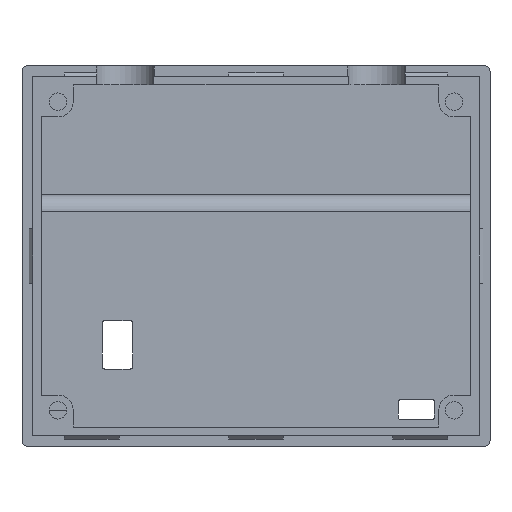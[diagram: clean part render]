
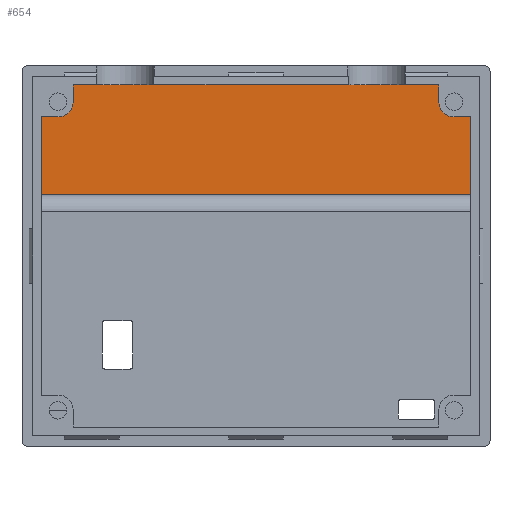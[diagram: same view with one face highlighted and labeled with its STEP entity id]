
A CAD part, front view. The second image highlights one B-rep face of the part: STEP entity #654.
In plain terms, the highlighted planar face has unit normal (0, -1, 0).
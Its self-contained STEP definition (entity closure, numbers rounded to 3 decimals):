
#4 = VECTOR ( 'NONE', #2186, 1000. ) ;
#51 = DIRECTION ( 'NONE',  ( 0., 0., 1. ) ) ;
#71 = VECTOR ( 'NONE', #4216, 1000. ) ;
#159 = ORIENTED_EDGE ( 'NONE', *, *, #1028, .T. ) ;
#219 = EDGE_CURVE ( 'NONE', #735, #742, #265, .T. ) ;
#237 = AXIS2_PLACEMENT_3D ( 'NONE', #2307, #4283, #321 ) ;
#265 = LINE ( 'NONE', #643, #1980 ) ;
#280 = ORIENTED_EDGE ( 'NONE', *, *, #2922, .F. ) ;
#313 = DIRECTION ( 'NONE',  ( 0., 0., 1. ) ) ;
#316 = VECTOR ( 'NONE', #2235, 1000. ) ;
#321 = DIRECTION ( 'NONE',  ( 0., 0., 1. ) ) ;
#342 = ORIENTED_EDGE ( 'NONE', *, *, #2076, .F. ) ;
#343 = DIRECTION ( 'NONE',  ( 0., 0., 1. ) ) ;
#386 = VECTOR ( 'NONE', #1634, 1000. ) ;
#413 = ORIENTED_EDGE ( 'NONE', *, *, #2810, .T. ) ;
#448 = LINE ( 'NONE', #2147, #71 ) ;
#464 = EDGE_CURVE ( 'NONE', #1468, #1150, #568, .T. ) ;
#469 = VERTEX_POINT ( 'NONE', #3863 ) ;
#546 = ORIENTED_EDGE ( 'NONE', *, *, #3376, .F. ) ;
#551 = CARTESIAN_POINT ( 'NONE',  ( -36.2, 16., 25.4 ) ) ;
#568 = LINE ( 'NONE', #551, #4 ) ;
#583 = CARTESIAN_POINT ( 'NONE',  ( 33.4, 16., 28.2 ) ) ;
#611 = CARTESIAN_POINT ( 'NONE',  ( -33.4, 16., 28.2 ) ) ;
#643 = CARTESIAN_POINT ( 'NONE',  ( 33.4, 16., 0. ) ) ;
#654 = ADVANCED_FACE ( 'NONE', ( #2238 ), #2901, .F. ) ;
#735 = VERTEX_POINT ( 'NONE', #583 ) ;
#742 = VERTEX_POINT ( 'NONE', #1934 ) ;
#754 = LINE ( 'NONE', #3118, #3280 ) ;
#871 = VERTEX_POINT ( 'NONE', #611 ) ;
#928 = LINE ( 'NONE', #955, #386 ) ;
#955 = CARTESIAN_POINT ( 'NONE',  ( 39.25, 16., -31.25 ) ) ;
#1028 = EDGE_CURVE ( 'NONE', #3590, #3359, #448, .T. ) ;
#1123 = CARTESIAN_POINT ( 'NONE',  ( -39.25, 16., 25.4 ) ) ;
#1150 = VERTEX_POINT ( 'NONE', #1562 ) ;
#1198 = DIRECTION ( 'NONE',  ( 0., 0., 1. ) ) ;
#1222 = CARTESIAN_POINT ( 'NONE',  ( 80.99, 16., 11.15 ) ) ;
#1257 = ORIENTED_EDGE ( 'NONE', *, *, #2414, .T. ) ;
#1442 = CIRCLE ( 'NONE', #3123, 2.8 ) ;
#1468 = VERTEX_POINT ( 'NONE', #1123 ) ;
#1562 = CARTESIAN_POINT ( 'NONE',  ( -36.2, 16., 25.4 ) ) ;
#1569 = CARTESIAN_POINT ( 'NONE',  ( 0., 16., 0. ) ) ;
#1634 = DIRECTION ( 'NONE',  ( 0., 0., -1. ) ) ;
#1934 = CARTESIAN_POINT ( 'NONE',  ( 33.4, 16., 31.25 ) ) ;
#1954 = DIRECTION ( 'NONE',  ( 1., 0., 0. ) ) ;
#1961 = ORIENTED_EDGE ( 'NONE', *, *, #3244, .F. ) ;
#1980 = VECTOR ( 'NONE', #313, 1000. ) ;
#2076 = EDGE_CURVE ( 'NONE', #1150, #871, #1442, .T. ) ;
#2094 = VERTEX_POINT ( 'NONE', #3120 ) ;
#2106 = DIRECTION ( 'NONE',  ( 0., -1., 0. ) ) ;
#2144 = CIRCLE ( 'NONE', #237, 2.8 ) ;
#2147 = CARTESIAN_POINT ( 'NONE',  ( 0., 16., 25.4 ) ) ;
#2148 = ORIENTED_EDGE ( 'NONE', *, *, #219, .T. ) ;
#2174 = ORIENTED_EDGE ( 'NONE', *, *, #3090, .F. ) ;
#2186 = DIRECTION ( 'NONE',  ( 1., 0., 0. ) ) ;
#2235 = DIRECTION ( 'NONE',  ( 0., 0., 1. ) ) ;
#2238 = FACE_OUTER_BOUND ( 'NONE', #2657, .T. ) ;
#2307 = CARTESIAN_POINT ( 'NONE',  ( 36.2, 16., 28.2 ) ) ;
#2414 = EDGE_CURVE ( 'NONE', #3359, #735, #2144, .T. ) ;
#2549 = LINE ( 'NONE', #1222, #3699 ) ;
#2632 = CARTESIAN_POINT ( 'NONE',  ( 36.2, 16., 25.4 ) ) ;
#2657 = EDGE_LOOP ( 'NONE', ( #3980, #1961, #413, #546, #159, #1257, #2148, #280, #2174, #342 ) ) ;
#2674 = LINE ( 'NONE', #2985, #316 ) ;
#2724 = CARTESIAN_POINT ( 'NONE',  ( -36.2, 16., 28.2 ) ) ;
#2810 = EDGE_CURVE ( 'NONE', #469, #2094, #2549, .T. ) ;
#2876 = CARTESIAN_POINT ( 'NONE',  ( 39.25, 16., 25.4 ) ) ;
#2901 = PLANE ( 'NONE',  #3536 ) ;
#2922 = EDGE_CURVE ( 'NONE', #3548, #742, #2947, .T. ) ;
#2947 = LINE ( 'NONE', #4025, #2994 ) ;
#2985 = CARTESIAN_POINT ( 'NONE',  ( -39.25, 16., -31.25 ) ) ;
#2994 = VECTOR ( 'NONE', #1954, 1000. ) ;
#3090 = EDGE_CURVE ( 'NONE', #871, #3548, #754, .T. ) ;
#3118 = CARTESIAN_POINT ( 'NONE',  ( -33.4, 16., 28.2 ) ) ;
#3120 = CARTESIAN_POINT ( 'NONE',  ( 39.25, 16., 11.15 ) ) ;
#3123 = AXIS2_PLACEMENT_3D ( 'NONE', #2724, #2106, #343 ) ;
#3159 = CARTESIAN_POINT ( 'NONE',  ( -33.4, 16., 31.25 ) ) ;
#3244 = EDGE_CURVE ( 'NONE', #469, #1468, #2674, .T. ) ;
#3280 = VECTOR ( 'NONE', #51, 1000. ) ;
#3359 = VERTEX_POINT ( 'NONE', #2632 ) ;
#3376 = EDGE_CURVE ( 'NONE', #3590, #2094, #928, .T. ) ;
#3536 = AXIS2_PLACEMENT_3D ( 'NONE', #1569, #3914, #1198 ) ;
#3548 = VERTEX_POINT ( 'NONE', #3159 ) ;
#3590 = VERTEX_POINT ( 'NONE', #2876 ) ;
#3699 = VECTOR ( 'NONE', #3896, 1000. ) ;
#3863 = CARTESIAN_POINT ( 'NONE',  ( -39.25, 16., 11.15 ) ) ;
#3896 = DIRECTION ( 'NONE',  ( 1., 0., 0. ) ) ;
#3914 = DIRECTION ( 'NONE',  ( 0., 1., 0. ) ) ;
#3980 = ORIENTED_EDGE ( 'NONE', *, *, #464, .F. ) ;
#4025 = CARTESIAN_POINT ( 'NONE',  ( -39.25, 16., 31.25 ) ) ;
#4216 = DIRECTION ( 'NONE',  ( -1., 0., 0. ) ) ;
#4283 = DIRECTION ( 'NONE',  ( 0., 1., 0. ) ) ;
